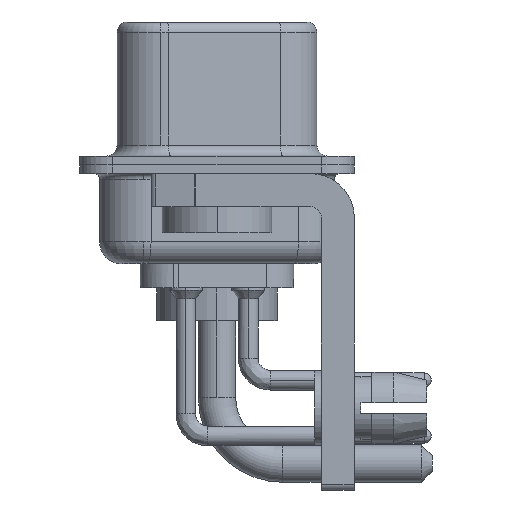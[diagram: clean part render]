
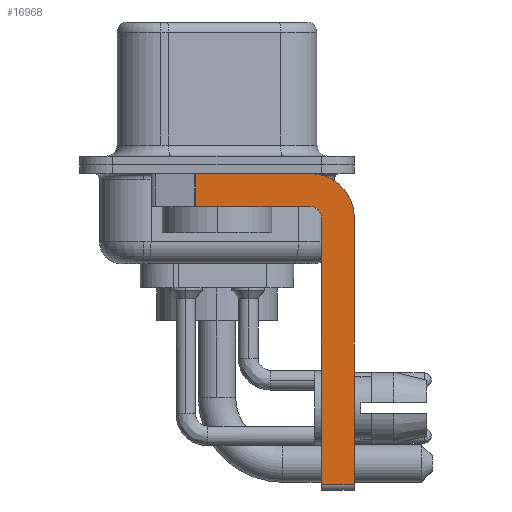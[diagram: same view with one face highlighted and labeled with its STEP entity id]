
A CAD part, left-side view. The second image highlights one B-rep face of the part: STEP entity #16968.
In plain terms, the highlighted planar face has unit normal (-1, 0, 0).
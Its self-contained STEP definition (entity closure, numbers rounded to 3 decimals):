
#289 = LINE ( 'NONE', #4475, #18401 ) ;
#573 = DIRECTION ( 'NONE',  ( 0., 0., 1. ) ) ;
#1506 = ORIENTED_EDGE ( 'NONE', *, *, #14912, .T. ) ;
#1811 = CARTESIAN_POINT ( 'NONE',  ( -2.9, -6.25, -2.4 ) ) ;
#1986 = DIRECTION ( 'NONE',  ( 1., 0., 0. ) ) ;
#2127 = CARTESIAN_POINT ( 'NONE',  ( -2.9, -4.25, -2.4 ) ) ;
#2246 = EDGE_CURVE ( 'NONE', #20807, #8395, #8892, .T. ) ;
#2337 = EDGE_CURVE ( 'NONE', #5156, #8957, #12675, .T. ) ;
#2695 = EDGE_CURVE ( 'NONE', #8957, #6096, #17109, .T. ) ;
#3077 = VECTOR ( 'NONE', #11039, 1000. ) ;
#3571 = ORIENTED_EDGE ( 'NONE', *, *, #24730, .F. ) ;
#3577 = VECTOR ( 'NONE', #15445, 1000. ) ;
#4475 = CARTESIAN_POINT ( 'NONE',  ( -2.9, -4.75, -14.8 ) ) ;
#4720 = DIRECTION ( 'NONE',  ( 1., 0., 0. ) ) ;
#4959 = CARTESIAN_POINT ( 'NONE',  ( -2.9, 0.978, -1.9 ) ) ;
#4978 = CARTESIAN_POINT ( 'NONE',  ( -2.9, -6.25, -14.55 ) ) ;
#5156 = VERTEX_POINT ( 'NONE', #19652 ) ;
#5946 = ORIENTED_EDGE ( 'NONE', *, *, #23005, .F. ) ;
#6096 = VERTEX_POINT ( 'NONE', #4978 ) ;
#6173 = DIRECTION ( 'NONE',  ( 0., 0., -1. ) ) ;
#6202 = AXIS2_PLACEMENT_3D ( 'NONE', #11066, #1986, #6173 ) ;
#6251 = AXIS2_PLACEMENT_3D ( 'NONE', #18890, #23330, #12701 ) ;
#8039 = VECTOR ( 'NONE', #13236, 1000. ) ;
#8395 = VERTEX_POINT ( 'NONE', #4959 ) ;
#8762 = DIRECTION ( 'NONE',  ( 0., 0., -1. ) ) ;
#8892 = LINE ( 'NONE', #26180, #8039 ) ;
#8957 = VERTEX_POINT ( 'NONE', #23163 ) ;
#9069 = CARTESIAN_POINT ( 'NONE',  ( -2.9, -4.75, -14.55 ) ) ;
#9683 = LINE ( 'NONE', #18486, #28312 ) ;
#10196 = CARTESIAN_POINT ( 'NONE',  ( -2.9, -4.75, -2.4 ) ) ;
#10450 = ORIENTED_EDGE ( 'NONE', *, *, #2246, .F. ) ;
#11039 = DIRECTION ( 'NONE',  ( 0., 0., -1. ) ) ;
#11066 = CARTESIAN_POINT ( 'NONE',  ( -2.9, -4.25, -2.4 ) ) ;
#11843 = ORIENTED_EDGE ( 'NONE', *, *, #2695, .F. ) ;
#12024 = VERTEX_POINT ( 'NONE', #9069 ) ;
#12675 = CIRCLE ( 'NONE', #6202, 2. ) ;
#12701 = DIRECTION ( 'NONE',  ( 0., 0., 1. ) ) ;
#12832 = DIRECTION ( 'NONE',  ( 0., 0., -1. ) ) ;
#12930 = EDGE_CURVE ( 'NONE', #12024, #6096, #9683, .T. ) ;
#13236 = DIRECTION ( 'NONE',  ( 0., 1., 0. ) ) ;
#14679 = CARTESIAN_POINT ( 'NONE',  ( -2.9, 0.978, -0.4 ) ) ;
#14912 = EDGE_CURVE ( 'NONE', #23440, #8395, #26330, .T. ) ;
#15409 = CARTESIAN_POINT ( 'NONE',  ( -2.9, 0.978, -1.9 ) ) ;
#15445 = DIRECTION ( 'NONE',  ( 0., -1., 0. ) ) ;
#15584 = LINE ( 'NONE', #26076, #3577 ) ;
#15689 = FACE_OUTER_BOUND ( 'NONE', #16851, .T. ) ;
#16355 = ORIENTED_EDGE ( 'NONE', *, *, #2337, .F. ) ;
#16851 = EDGE_LOOP ( 'NONE', ( #3571, #1506, #10450, #5946, #27854, #25109, #11843, #16355 ) ) ;
#16968 = ADVANCED_FACE ( 'NONE', ( #15689 ), #24445, .F. ) ;
#17109 = LINE ( 'NONE', #1811, #3077 ) ;
#17855 = EDGE_CURVE ( 'NONE', #12024, #20280, #289, .T. ) ;
#18401 = VECTOR ( 'NONE', #573, 1000. ) ;
#18486 = CARTESIAN_POINT ( 'NONE',  ( -2.9, -4.25, -14.55 ) ) ;
#18691 = CIRCLE ( 'NONE', #6251, 0.5 ) ;
#18890 = CARTESIAN_POINT ( 'NONE',  ( -2.9, -4.25, -2.4 ) ) ;
#19652 = CARTESIAN_POINT ( 'NONE',  ( -2.9, -4.25, -0.4 ) ) ;
#20280 = VERTEX_POINT ( 'NONE', #10196 ) ;
#20807 = VERTEX_POINT ( 'NONE', #25275 ) ;
#22370 = DIRECTION ( 'NONE',  ( 0., -1., 0. ) ) ;
#23005 = EDGE_CURVE ( 'NONE', #20280, #20807, #18691, .T. ) ;
#23163 = CARTESIAN_POINT ( 'NONE',  ( -2.9, -6.25, -2.4 ) ) ;
#23330 = DIRECTION ( 'NONE',  ( -1., 0., 0. ) ) ;
#23440 = VERTEX_POINT ( 'NONE', #14679 ) ;
#23739 = VECTOR ( 'NONE', #12832, 1000. ) ;
#24445 = PLANE ( 'NONE',  #24766 ) ;
#24730 = EDGE_CURVE ( 'NONE', #23440, #5156, #15584, .T. ) ;
#24766 = AXIS2_PLACEMENT_3D ( 'NONE', #2127, #4720, #8762 ) ;
#25109 = ORIENTED_EDGE ( 'NONE', *, *, #12930, .T. ) ;
#25275 = CARTESIAN_POINT ( 'NONE',  ( -2.9, -4.25, -1.9 ) ) ;
#26076 = CARTESIAN_POINT ( 'NONE',  ( -2.9, 3., -0.4 ) ) ;
#26180 = CARTESIAN_POINT ( 'NONE',  ( -2.9, -4.25, -1.9 ) ) ;
#26330 = LINE ( 'NONE', #15409, #23739 ) ;
#27854 = ORIENTED_EDGE ( 'NONE', *, *, #17855, .F. ) ;
#28312 = VECTOR ( 'NONE', #22370, 1000. ) ;
